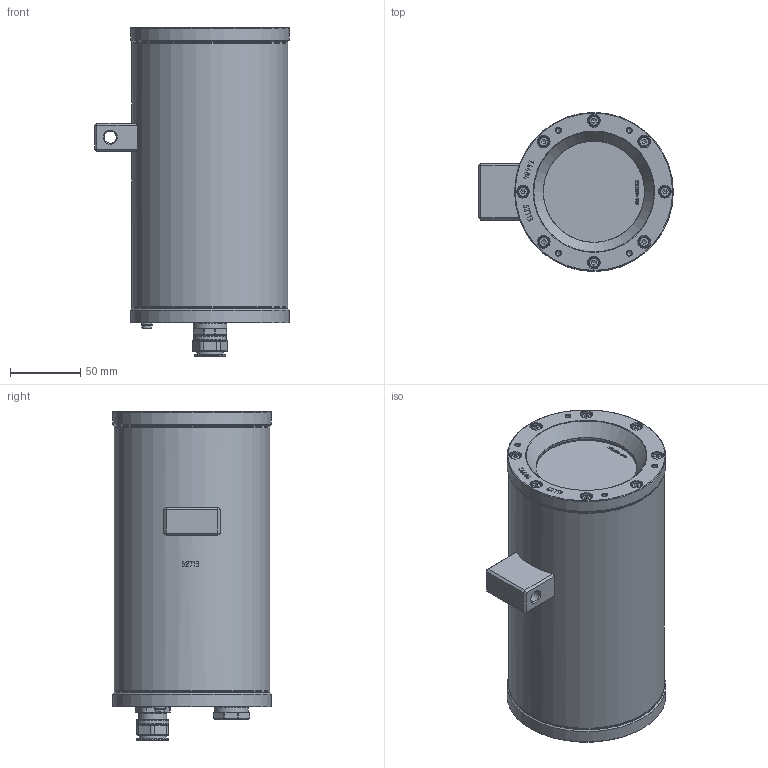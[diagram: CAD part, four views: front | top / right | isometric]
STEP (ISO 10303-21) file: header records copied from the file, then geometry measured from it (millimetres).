
FILE_DESCRIPTION(/* description */ (''),/* implementation_level */ '2;1');
FILE_NAME(/* name */ 'T11-VA2.1.K1.BOR.stp',/* time_stamp */ '2021-03-02T09:26:20+01:00',/* author */ ('Sebastian Weber'),/* organization */ (''),/* preprocessor_version */ 'ST-DEVELOPER v17',/* originating_system */ 'Autodesk Inventor 2019',/* authorisation */ '');
FILE_SCHEMA (('CONFIG_CONTROL_DESIGN'));
Length unit declared in the file: millimetre
Products named in the file (22): T11-VA2.1.K1.BOR1; VA2.x.K1_(vers.3 rev.06); VA2.1.R_rev.01; VA2.x.BOR (Fase)_rev.01; VA2.x.BOR (Fase)_rev.01_1; VA2.x.Flanschdichtung rev.1; VA2.x.BOR_Compound; VA2.x.Germaniumglas.1; VA2.x.BOR Pufferring; VA2.x.Passscheibe; VA2.BOR.Sicherungsring; Erdungsschraube; DIN 84 - M4 x 10; AS 1237 - 4; DIN 127 - A 4; DIN EN ISO 4762 - M4x12 (VA1.x Gehäuseschrauben); ISO 4762  - M4 x 12; DIN 128 - A4; KLE ADE 1F Typ5 M20; KLE ADE 1F Typ5 M20_1; KLE Gummieinsatz M20; 8292-12-SS-M20x1,5
Assembly tree (37 placements, depth 3):
  T11-VA2.1.K1.BOR1
    VA2.x.K1_(vers.3 rev.06)
    VA2.x.Flanschdichtung rev.1
    VA2.1.R_rev.01
    VA2.x.BOR (Fase)_rev.01
      VA2.x.BOR (Fase)_rev.01_1
      VA2.x.Flanschdichtung rev.1
      VA2.x.BOR_Compound
      VA2.x.Germaniumglas.1
      VA2.x.BOR Pufferring
      VA2.x.Passscheibe
      VA2.BOR.Sicherungsring
    Erdungsschraube
      DIN 84 - M4 x 10
      AS 1237 - 4
      DIN 127 - A 4
    DIN EN ISO 4762 - M4x12 (VA1.x Gehäuseschrauben)  x16
      ISO 4762  - M4 x 12
      DIN 128 - A4
    KLE ADE 1F Typ5 M20
      KLE ADE 1F Typ5 M20_1
      KLE Gummieinsatz M20
    8292-12-SS-M20x1,5
Bounding box: 138.5 x 113 x 234 mm (x, y, z)
Volume: 597144 mm3; surface area: 272458.5 mm2
Topology: 50 solids, 50 shells, 2184 faces, 5438 edges, 3447 vertices
Faces by surface type: plane 710, cylinder 495, bspline 490, torus 297, cone 178, sphere 14
Full cylindrical faces by diameter (mm): 2.459 x4, 3.2 x2, 3.242 x26, 3.621 x1, 3.8 x16, 4 x17, 4.3 x1, 4.5 x16, 7 x16, 8 x17, 8.5 x1, 9.2 x1, 15.5 x1, 16.197 x1, 16.2 x1, 16.4 x1, 18.376 x2, 19 x1, 20 x3, 22.5 x1, 23 x1, 24 x1, 71 x2, 72 x3, 80 x2, 81.8 x1, 83 x2, 84 x1, 85 x2, 88 x1
Entity records: 53645 total; most frequent: CARTESIAN_POINT 16933, ORIENTED_EDGE 7582, DIRECTION 7272, EDGE_CURVE 3791, AXIS2_PLACEMENT_3D 2805, VERTEX_POINT 2436, EDGE_LOOP 1721, LINE 1662
